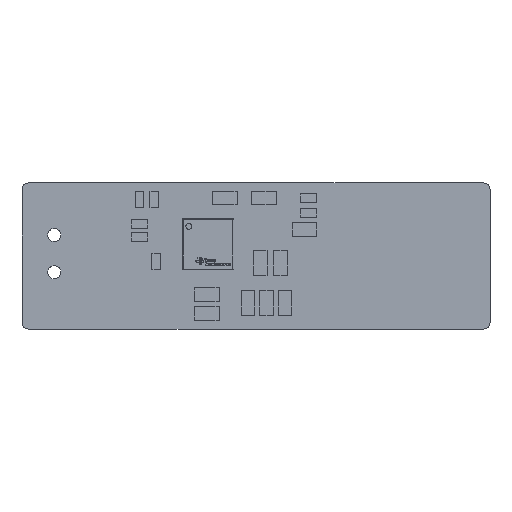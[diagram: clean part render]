
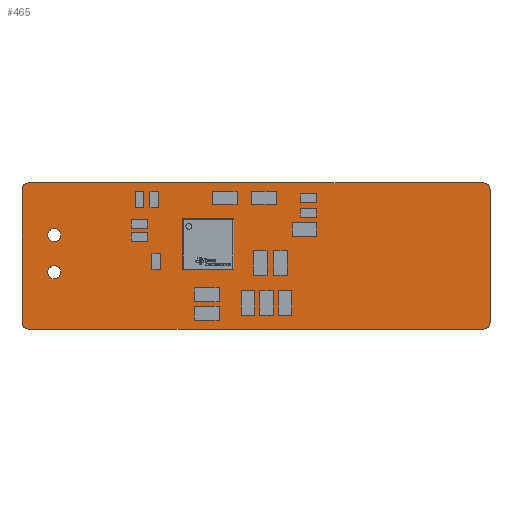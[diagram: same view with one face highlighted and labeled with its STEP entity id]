
A CAD part, top view. The second image highlights one B-rep face of the part: STEP entity #465.
In plain terms, the highlighted planar face has unit normal (0, 0, 1).
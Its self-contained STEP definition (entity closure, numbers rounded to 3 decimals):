
#128 = VERTEX_POINT('',#129);
#129 = CARTESIAN_POINT('',(3.,5.46,0.411));
#135 = EDGE_CURVE('',#128,#136,#138,.T.);
#136 = VERTEX_POINT('',#137);
#137 = CARTESIAN_POINT('',(3.,14.53,0.411));
#138 = LINE('',#139,#140);
#139 = CARTESIAN_POINT('',(3.,5.46,0.411));
#140 = VECTOR('',#141,1.);
#141 = DIRECTION('',(0.,1.,0.));
#166 = EDGE_CURVE('',#136,#167,#169,.T.);
#167 = VERTEX_POINT('',#168);
#168 = CARTESIAN_POINT('',(3.46,15.,0.411));
#169 = CIRCLE('',#170,0.45);
#170 = AXIS2_PLACEMENT_3D('',#171,#172,#173);
#171 = CARTESIAN_POINT('',(3.449,14.55,0.411));
#172 = DIRECTION('',(0.,0.,-1.));
#173 = DIRECTION('',(-0.999,-0.045,0.));
#199 = EDGE_CURVE('',#167,#200,#202,.T.);
#200 = VERTEX_POINT('',#201);
#201 = CARTESIAN_POINT('',(34.58,15.,0.411));
#202 = LINE('',#203,#204);
#203 = CARTESIAN_POINT('',(3.46,15.,0.411));
#204 = VECTOR('',#205,1.);
#205 = DIRECTION('',(1.,0.,0.));
#230 = EDGE_CURVE('',#200,#231,#233,.T.);
#231 = VERTEX_POINT('',#232);
#232 = CARTESIAN_POINT('',(35.05,14.54,0.411));
#233 = CIRCLE('',#234,0.45);
#234 = AXIS2_PLACEMENT_3D('',#235,#236,#237);
#235 = CARTESIAN_POINT('',(34.6,14.551,0.411));
#236 = DIRECTION('',(0.,0.,-1.));
#237 = DIRECTION('',(-0.045,0.999,0.));
#263 = EDGE_CURVE('',#231,#264,#266,.T.);
#264 = VERTEX_POINT('',#265);
#265 = CARTESIAN_POINT('',(35.05,5.47,0.411));
#266 = LINE('',#267,#268);
#267 = CARTESIAN_POINT('',(35.05,14.54,0.411));
#268 = VECTOR('',#269,1.);
#269 = DIRECTION('',(0.,-1.,0.));
#294 = EDGE_CURVE('',#264,#295,#297,.T.);
#295 = VERTEX_POINT('',#296);
#296 = CARTESIAN_POINT('',(34.59,5.,0.411));
#297 = CIRCLE('',#298,0.45);
#298 = AXIS2_PLACEMENT_3D('',#299,#300,#301);
#299 = CARTESIAN_POINT('',(34.601,5.45,0.411));
#300 = DIRECTION('',(0.,0.,-1.));
#301 = DIRECTION('',(0.999,0.045,0.));
#327 = EDGE_CURVE('',#295,#328,#330,.T.);
#328 = VERTEX_POINT('',#329);
#329 = CARTESIAN_POINT('',(3.47,5.,0.411));
#330 = LINE('',#331,#332);
#331 = CARTESIAN_POINT('',(34.59,5.,0.411));
#332 = VECTOR('',#333,1.);
#333 = DIRECTION('',(-1.,0.,0.));
#358 = EDGE_CURVE('',#328,#128,#359,.T.);
#359 = CIRCLE('',#360,0.45);
#360 = AXIS2_PLACEMENT_3D('',#361,#362,#363);
#361 = CARTESIAN_POINT('',(3.45,5.449,0.411));
#362 = DIRECTION('',(0.,0.,-1.));
#363 = DIRECTION('',(0.045,-0.999,0.));
#384 = VERTEX_POINT('',#385);
#385 = CARTESIAN_POINT('',(5.657,8.89,0.411));
#391 = EDGE_CURVE('',#384,#384,#392,.T.);
#392 = CIRCLE('',#393,0.45);
#393 = AXIS2_PLACEMENT_3D('',#394,#395,#396);
#394 = CARTESIAN_POINT('',(5.207,8.89,0.411));
#395 = DIRECTION('',(0.,0.,1.));
#396 = DIRECTION('',(1.,0.,0.));
#417 = VERTEX_POINT('',#418);
#418 = CARTESIAN_POINT('',(5.657,11.43,0.411));
#424 = EDGE_CURVE('',#417,#417,#425,.T.);
#425 = CIRCLE('',#426,0.45);
#426 = AXIS2_PLACEMENT_3D('',#427,#428,#429);
#427 = CARTESIAN_POINT('',(5.207,11.43,0.411));
#428 = DIRECTION('',(0.,0.,1.));
#429 = DIRECTION('',(1.,0.,0.));
#465 = ADVANCED_FACE('',(#466,#476,#479),#482,.T.);
#466 = FACE_BOUND('',#467,.F.);
#467 = EDGE_LOOP('',(#468,#469,#470,#471,#472,#473,#474,#475));
#468 = ORIENTED_EDGE('',*,*,#135,.T.);
#469 = ORIENTED_EDGE('',*,*,#166,.T.);
#470 = ORIENTED_EDGE('',*,*,#199,.T.);
#471 = ORIENTED_EDGE('',*,*,#230,.T.);
#472 = ORIENTED_EDGE('',*,*,#263,.T.);
#473 = ORIENTED_EDGE('',*,*,#294,.T.);
#474 = ORIENTED_EDGE('',*,*,#327,.T.);
#475 = ORIENTED_EDGE('',*,*,#358,.T.);
#476 = FACE_BOUND('',#477,.T.);
#477 = EDGE_LOOP('',(#478));
#478 = ORIENTED_EDGE('',*,*,#391,.F.);
#479 = FACE_BOUND('',#480,.T.);
#480 = EDGE_LOOP('',(#481));
#481 = ORIENTED_EDGE('',*,*,#424,.F.);
#482 = PLANE('',#483);
#483 = AXIS2_PLACEMENT_3D('',#484,#485,#486);
#484 = CARTESIAN_POINT('',(3.,5.46,0.411));
#485 = DIRECTION('',(0.,0.,1.));
#486 = DIRECTION('',(1.,0.,0.));
